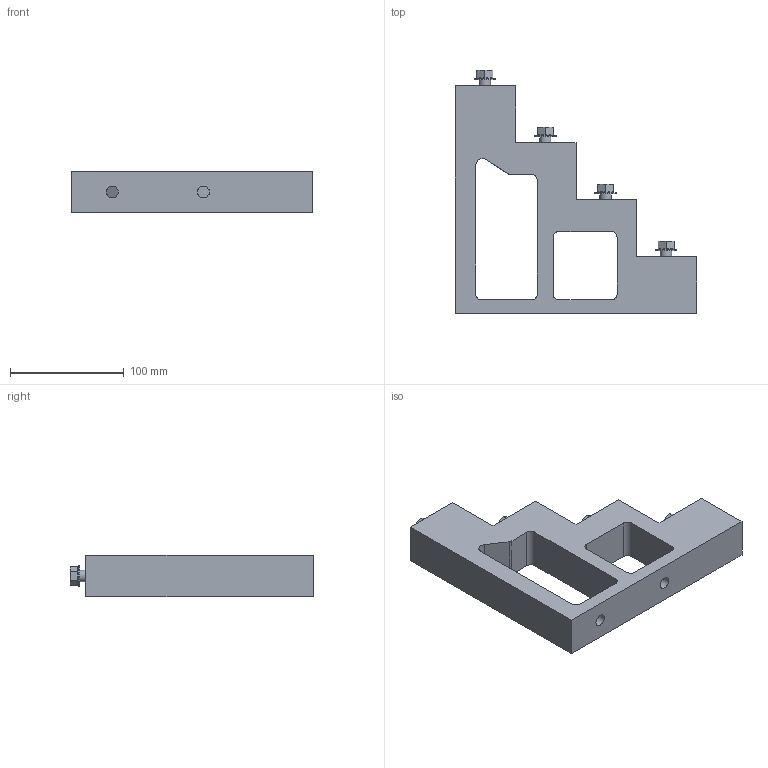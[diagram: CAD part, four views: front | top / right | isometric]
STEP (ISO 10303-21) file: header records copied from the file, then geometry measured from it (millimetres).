
FILE_DESCRIPTION (( 'STEP AP203' ), '1' );
FILE_NAME ('YIS11-4-50-B Èçîëÿòîð ñòóïåí÷àòûé ÈÑ4-50 (Ì10) ñèëîâîé ñ áîëòîì ÈÝÊ.STEP', '2016-09-15T09:30:42', ( '' ), ( '' ), 'SwSTEP 2.0', 'SolidWorks 2014', '' );
FILE_SCHEMA (( 'CONFIG_CONTROL_DESIGN' ));
Length unit declared in the file: millimetre
Products named in the file (1): YIS11-4-50-B Èçîëÿòîð ñòóïåí÷àòûé ÈÑ4-50 (Ì10) ñèëîâîé ñ áîëòîì ÈÝÊ
Bounding box: 212 x 213.4 x 36 mm (x, y, z)
Volume: 616961.5 mm3; surface area: 88799.9 mm2
Topology: 1 solids, 5 shells, 112 faces, 262 edges, 168 vertices
Faces by surface type: plane 85, cylinder 23, cone 4
Full cylindrical faces by diameter (mm): 10 x4, 10.5 x2, 14 x4, 19 x4
Entity records: 3063 total; most frequent: DIRECTION 528, CARTESIAN_POINT 501, ORIENTED_EDGE 464, EDGE_CURVE 232, AXIS2_PLACEMENT_3D 183, LINE 162, VECTOR 162, VERTEX_POINT 156
